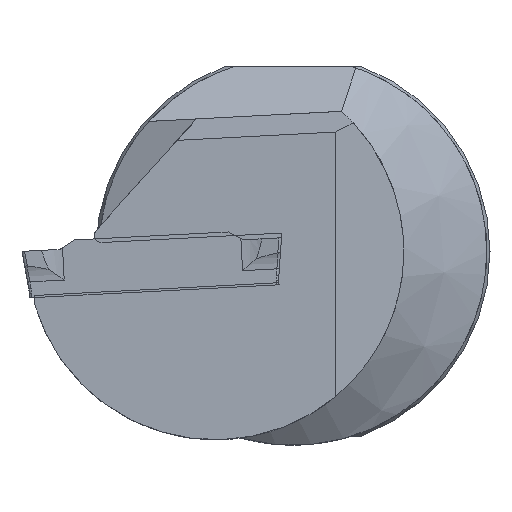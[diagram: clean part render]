
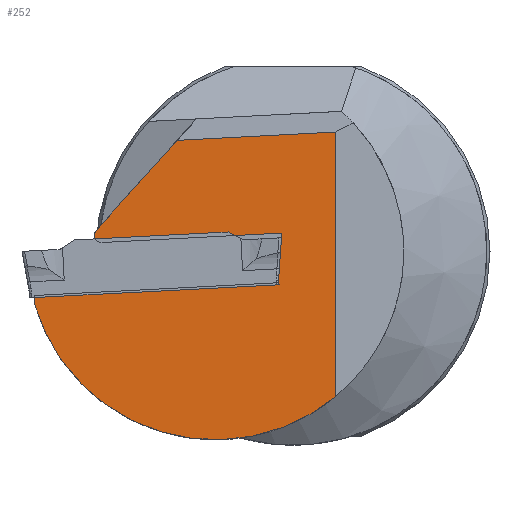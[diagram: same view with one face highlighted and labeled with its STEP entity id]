
A CAD part, left-side view. The second image highlights one B-rep face of the part: STEP entity #252.
In plain terms, the highlighted planar face has unit normal (-1, 0, 0).
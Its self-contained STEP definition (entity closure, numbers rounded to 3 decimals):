
#187=CIRCLE('',#1521,15.3);
#188=CIRCLE('',#1522,0.6);
#252=ADVANCED_FACE('',(#367),#299,.T.);
#299=PLANE('',#1523);
#367=FACE_OUTER_BOUND('',#444,.T.);
#444=EDGE_LOOP('',(#740,#741,#742,#743,#744,#745,#746,#747,#748));
#740=ORIENTED_EDGE('',*,*,#1147,.T.);
#741=ORIENTED_EDGE('',*,*,#1148,.T.);
#742=ORIENTED_EDGE('',*,*,#1149,.F.);
#743=ORIENTED_EDGE('',*,*,#1150,.F.);
#744=ORIENTED_EDGE('',*,*,#1151,.T.);
#745=ORIENTED_EDGE('',*,*,#1152,.T.);
#746=ORIENTED_EDGE('',*,*,#1153,.T.);
#747=ORIENTED_EDGE('',*,*,#1154,.T.);
#748=ORIENTED_EDGE('',*,*,#1155,.T.);
#968=VERTEX_POINT('',#2422);
#969=VERTEX_POINT('',#2423);
#970=VERTEX_POINT('',#2425);
#971=VERTEX_POINT('',#2427);
#972=VERTEX_POINT('',#2429);
#973=VERTEX_POINT('',#2431);
#974=VERTEX_POINT('',#2433);
#975=VERTEX_POINT('',#2435);
#976=VERTEX_POINT('',#2437);
#1147=EDGE_CURVE('',#968,#969,#1275,.T.);
#1148=EDGE_CURVE('',#969,#970,#1276,.T.);
#1149=EDGE_CURVE('',#971,#970,#187,.T.);
#1150=EDGE_CURVE('',#972,#971,#1277,.T.);
#1151=EDGE_CURVE('',#972,#973,#1278,.T.);
#1152=EDGE_CURVE('',#973,#974,#1279,.T.);
#1153=EDGE_CURVE('',#974,#975,#188,.T.);
#1154=EDGE_CURVE('',#975,#976,#1280,.T.);
#1155=EDGE_CURVE('',#976,#968,#1281,.T.);
#1275=LINE('',#2421,#1373);
#1276=LINE('',#2424,#1374);
#1277=LINE('',#2428,#1375);
#1278=LINE('',#2430,#1376);
#1279=LINE('',#2432,#1377);
#1280=LINE('',#2436,#1378);
#1281=LINE('',#2438,#1379);
#1373=VECTOR('',#1848,1.);
#1374=VECTOR('',#1849,1.);
#1375=VECTOR('',#1852,1.);
#1376=VECTOR('',#1853,1.);
#1377=VECTOR('',#1854,1.);
#1378=VECTOR('',#1857,1.);
#1379=VECTOR('',#1858,1.);
#1521=AXIS2_PLACEMENT_3D('',#2426,#1850,#1851);
#1522=AXIS2_PLACEMENT_3D('',#2434,#1855,#1856);
#1523=AXIS2_PLACEMENT_3D('',#2439,#1859,#1860);
#1848=DIRECTION('',(0.,0.999,-0.052));
#1849=DIRECTION('',(0.,-0.052,-0.999));
#1850=DIRECTION('',(1.,0.,0.));
#1851=DIRECTION('',(0.,0.,1.));
#1852=DIRECTION('',(0.,0.,-1.));
#1853=DIRECTION('',(0.,0.999,-0.052));
#1854=DIRECTION('',(0.,0.669,-0.743));
#1855=DIRECTION('',(-1.,0.,0.));
#1856=DIRECTION('',(0.,0.,1.));
#1857=DIRECTION('',(0.,-0.999,0.052));
#1858=DIRECTION('',(0.,0.07,-0.998));
#1859=DIRECTION('',(-1.,0.,0.));
#1860=DIRECTION('',(0.,0.,1.));
#2421=CARTESIAN_POINT('',(0.45,-22.568,-1.299));
#2422=CARTESIAN_POINT('',(0.45,1.184,-2.544));
#2423=CARTESIAN_POINT('',(0.45,21.011,-3.583));
#2424=CARTESIAN_POINT('',(0.45,21.079,-2.284));
#2425=CARTESIAN_POINT('',(0.45,20.971,-4.34));
#2426=CARTESIAN_POINT('',(0.45,6.3,0.));
#2427=CARTESIAN_POINT('',(0.45,-3.45,-11.791));
#2428=CARTESIAN_POINT('',(0.45,-3.45,0.));
#2429=CARTESIAN_POINT('',(0.45,-3.45,9.69));
#2430=CARTESIAN_POINT('',(0.45,-21.941,10.659));
#2431=CARTESIAN_POINT('',(0.45,9.395,9.017));
#2432=CARTESIAN_POINT('',(0.45,-0.402,19.897));
#2433=CARTESIAN_POINT('',(0.45,15.963,1.723));
#2434=CARTESIAN_POINT('',(0.45,15.517,1.321));
#2435=CARTESIAN_POINT('',(0.45,15.486,0.722));
#2436=CARTESIAN_POINT('',(0.45,-22.358,2.705));
#2437=CARTESIAN_POINT('',(0.45,0.902,1.486));
#2438=CARTESIAN_POINT('',(0.45,0.892,1.636));
#2439=CARTESIAN_POINT('',(0.45,-22.5,0.));
